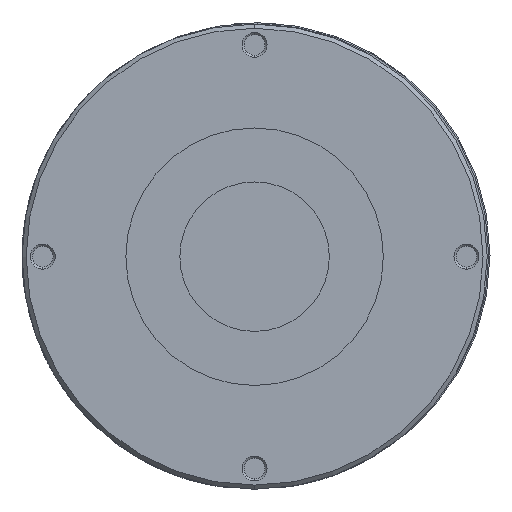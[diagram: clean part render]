
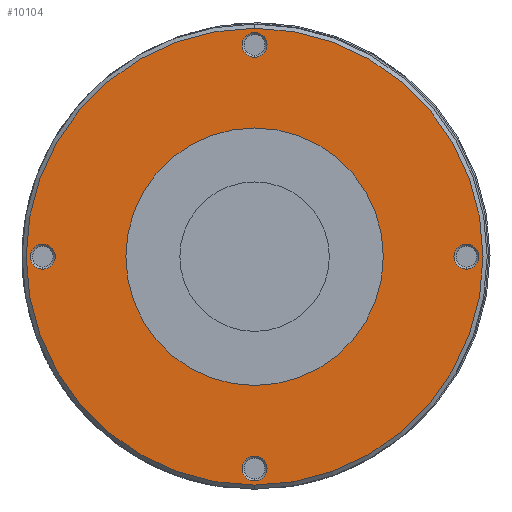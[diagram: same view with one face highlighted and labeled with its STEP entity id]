
A CAD part, front view. The second image highlights one B-rep face of the part: STEP entity #10104.
In plain terms, the highlighted planar face has unit normal (0, -1, 0).
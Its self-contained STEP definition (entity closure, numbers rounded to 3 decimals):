
#313 = EDGE_LOOP ( 'NONE', ( #49562, #3738 ) ) ;
#729 = AXIS2_PLACEMENT_3D ( 'NONE', #15018, #34695, #22834 ) ;
#1418 = EDGE_CURVE ( 'NONE', #45052, #31538, #31667, .T. ) ;
#1598 = VERTEX_POINT ( 'NONE', #10428 ) ;
#2001 = FACE_OUTER_BOUND ( 'NONE', #313, .T. ) ;
#2181 = CIRCLE ( 'NONE', #39032, 3. ) ;
#2512 = FACE_BOUND ( 'NONE', #46391, .T. ) ;
#2726 = CIRCLE ( 'NONE', #19043, 3. ) ;
#3427 = EDGE_CURVE ( 'NONE', #46131, #10848, #4400, .T. ) ;
#3550 = AXIS2_PLACEMENT_3D ( 'NONE', #9550, #25995, #42407 ) ;
#3738 = ORIENTED_EDGE ( 'NONE', *, *, #4236, .T. ) ;
#4236 = EDGE_CURVE ( 'NONE', #7385, #33687, #38027, .T. ) ;
#4400 = CIRCLE ( 'NONE', #42188, 3. ) ;
#5779 = CARTESIAN_POINT ( 'NONE',  ( 51., 0., 3. ) ) ;
#6194 = CARTESIAN_POINT ( 'NONE',  ( 51., 0., -3. ) ) ;
#6263 = CIRCLE ( 'NONE', #24324, 31. ) ;
#6553 = CARTESIAN_POINT ( 'NONE',  ( 0., 0., -54. ) ) ;
#6734 = DIRECTION ( 'NONE',  ( 0., 0., 1. ) ) ;
#7385 = VERTEX_POINT ( 'NONE', #20740 ) ;
#7957 = AXIS2_PLACEMENT_3D ( 'NONE', #25456, #41323, #45363 ) ;
#8000 = CIRCLE ( 'NONE', #10564, 3. ) ;
#8496 = DIRECTION ( 'NONE',  ( 0., 0., 1. ) ) ;
#9550 = CARTESIAN_POINT ( 'NONE',  ( -51., 0., 0. ) ) ;
#9848 = AXIS2_PLACEMENT_3D ( 'NONE', #19380, #43568, #23138 ) ;
#10104 = ADVANCED_FACE ( 'NONE', ( #22911, #39325, #2512, #18865, #2001, #23177 ), #27474, .F. ) ;
#10428 = CARTESIAN_POINT ( 'NONE',  ( 0., 0., 54. ) ) ;
#10564 = AXIS2_PLACEMENT_3D ( 'NONE', #20531, #37440, #53100 ) ;
#10848 = VERTEX_POINT ( 'NONE', #5779 ) ;
#11204 = EDGE_LOOP ( 'NONE', ( #33487, #32284 ) ) ;
#13168 = CARTESIAN_POINT ( 'NONE',  ( 0., 0., 51. ) ) ;
#13264 = EDGE_CURVE ( 'NONE', #1598, #22944, #24528, .T. ) ;
#14837 = DIRECTION ( 'NONE',  ( 0., 0., 1. ) ) ;
#15018 = CARTESIAN_POINT ( 'NONE',  ( -51., 0., 0. ) ) ;
#16974 = CIRCLE ( 'NONE', #729, 3. ) ;
#17349 = ORIENTED_EDGE ( 'NONE', *, *, #39737, .T. ) ;
#17371 = CARTESIAN_POINT ( 'NONE',  ( -51., 0., 3. ) ) ;
#17477 = VERTEX_POINT ( 'NONE', #49583 ) ;
#17689 = ORIENTED_EDGE ( 'NONE', *, *, #48138, .T. ) ;
#18350 = CARTESIAN_POINT ( 'NONE',  ( 0., 0., 0. ) ) ;
#18865 = FACE_BOUND ( 'NONE', #41598, .T. ) ;
#19043 = AXIS2_PLACEMENT_3D ( 'NONE', #21598, #22609, #38008 ) ;
#19380 = CARTESIAN_POINT ( 'NONE',  ( 0., 0., -51. ) ) ;
#19406 = EDGE_CURVE ( 'NONE', #38343, #31814, #44744, .T. ) ;
#20066 = CARTESIAN_POINT ( 'NONE',  ( 0., 0., -51. ) ) ;
#20531 = CARTESIAN_POINT ( 'NONE',  ( 0., 0., 51. ) ) ;
#20740 = CARTESIAN_POINT ( 'NONE',  ( 0., 0., -55. ) ) ;
#20845 = DIRECTION ( 'NONE',  ( 0., 0., 1. ) ) ;
#21201 = ORIENTED_EDGE ( 'NONE', *, *, #30420, .T. ) ;
#21348 = EDGE_CURVE ( 'NONE', #31538, #45052, #6263, .T. ) ;
#21598 = CARTESIAN_POINT ( 'NONE',  ( 51., 0., 0. ) ) ;
#22609 = DIRECTION ( 'NONE',  ( 0., 1., 0. ) ) ;
#22834 = DIRECTION ( 'NONE',  ( 0., 0., 1. ) ) ;
#22911 = FACE_BOUND ( 'NONE', #51122, .T. ) ;
#22944 = VERTEX_POINT ( 'NONE', #44299 ) ;
#23138 = DIRECTION ( 'NONE',  ( 0., 0., 1. ) ) ;
#23177 = FACE_BOUND ( 'NONE', #11204, .T. ) ;
#23689 = CARTESIAN_POINT ( 'NONE',  ( 0., 0., 0. ) ) ;
#24274 = CARTESIAN_POINT ( 'NONE',  ( 0., 0., -31. ) ) ;
#24324 = AXIS2_PLACEMENT_3D ( 'NONE', #23689, #35252, #6734 ) ;
#24348 = DIRECTION ( 'NONE',  ( 0., 1., 0. ) ) ;
#24528 = CIRCLE ( 'NONE', #51151, 3. ) ;
#24763 = AXIS2_PLACEMENT_3D ( 'NONE', #49734, #50554, #37643 ) ;
#24917 = CARTESIAN_POINT ( 'NONE',  ( 0., 0., 0. ) ) ;
#25456 = CARTESIAN_POINT ( 'NONE',  ( 0., 0., 0. ) ) ;
#25995 = DIRECTION ( 'NONE',  ( 0., 1., 0. ) ) ;
#27127 = ORIENTED_EDGE ( 'NONE', *, *, #30157, .T. ) ;
#27411 = VERTEX_POINT ( 'NONE', #6553 ) ;
#27474 = PLANE ( 'NONE',  #50780 ) ;
#30113 = DIRECTION ( 'NONE',  ( 0., 1., 0. ) ) ;
#30157 = EDGE_CURVE ( 'NONE', #27411, #17477, #2181, .T. ) ;
#30420 = EDGE_CURVE ( 'NONE', #17477, #27411, #48568, .T. ) ;
#31211 = ORIENTED_EDGE ( 'NONE', *, *, #13264, .T. ) ;
#31538 = VERTEX_POINT ( 'NONE', #24274 ) ;
#31667 = CIRCLE ( 'NONE', #24763, 31. ) ;
#31814 = VERTEX_POINT ( 'NONE', #17371 ) ;
#32284 = ORIENTED_EDGE ( 'NONE', *, *, #21348, .T. ) ;
#33487 = ORIENTED_EDGE ( 'NONE', *, *, #1418, .T. ) ;
#33687 = VERTEX_POINT ( 'NONE', #35218 ) ;
#33948 = ORIENTED_EDGE ( 'NONE', *, *, #19406, .T. ) ;
#34695 = DIRECTION ( 'NONE',  ( 0., 1., 0. ) ) ;
#35218 = CARTESIAN_POINT ( 'NONE',  ( 0., 0., 55. ) ) ;
#35252 = DIRECTION ( 'NONE',  ( 0., 1., 0. ) ) ;
#35571 = ORIENTED_EDGE ( 'NONE', *, *, #44750, .T. ) ;
#36465 = DIRECTION ( 'NONE',  ( 0., 1., 0. ) ) ;
#36827 = CARTESIAN_POINT ( 'NONE',  ( 0., 0., 31. ) ) ;
#37216 = CIRCLE ( 'NONE', #45802, 55. ) ;
#37232 = ORIENTED_EDGE ( 'NONE', *, *, #3427, .T. ) ;
#37440 = DIRECTION ( 'NONE',  ( 0., 1., 0. ) ) ;
#37643 = DIRECTION ( 'NONE',  ( 0., 0., 1. ) ) ;
#38008 = DIRECTION ( 'NONE',  ( 0., 0., 1. ) ) ;
#38027 = CIRCLE ( 'NONE', #7957, 55. ) ;
#38343 = VERTEX_POINT ( 'NONE', #38361 ) ;
#38361 = CARTESIAN_POINT ( 'NONE',  ( -51., 0., -3. ) ) ;
#39032 = AXIS2_PLACEMENT_3D ( 'NONE', #20066, #36465, #52881 ) ;
#39325 = FACE_BOUND ( 'NONE', #40469, .T. ) ;
#39737 = EDGE_CURVE ( 'NONE', #31814, #38343, #16974, .T. ) ;
#40469 = EDGE_LOOP ( 'NONE', ( #37232, #35571 ) ) ;
#41008 = CARTESIAN_POINT ( 'NONE',  ( 51., 0., 0. ) ) ;
#41070 = DIRECTION ( 'NONE',  ( 0., -1., 0. ) ) ;
#41323 = DIRECTION ( 'NONE',  ( 0., -1., 0. ) ) ;
#41598 = EDGE_LOOP ( 'NONE', ( #33948, #17349 ) ) ;
#42188 = AXIS2_PLACEMENT_3D ( 'NONE', #41008, #24348, #20845 ) ;
#42407 = DIRECTION ( 'NONE',  ( 0., 0., 1. ) ) ;
#43568 = DIRECTION ( 'NONE',  ( 0., 1., 0. ) ) ;
#43878 = DIRECTION ( 'NONE',  ( 0., 1., 0. ) ) ;
#44299 = CARTESIAN_POINT ( 'NONE',  ( 0., 0., 48. ) ) ;
#44744 = CIRCLE ( 'NONE', #3550, 3. ) ;
#44750 = EDGE_CURVE ( 'NONE', #10848, #46131, #2726, .T. ) ;
#45052 = VERTEX_POINT ( 'NONE', #36827 ) ;
#45363 = DIRECTION ( 'NONE',  ( 0., 0., 1. ) ) ;
#45802 = AXIS2_PLACEMENT_3D ( 'NONE', #24917, #41070, #8496 ) ;
#46131 = VERTEX_POINT ( 'NONE', #6194 ) ;
#46391 = EDGE_LOOP ( 'NONE', ( #17689, #31211 ) ) ;
#46514 = DIRECTION ( 'NONE',  ( 0., 0., 1. ) ) ;
#48138 = EDGE_CURVE ( 'NONE', #22944, #1598, #8000, .T. ) ;
#48568 = CIRCLE ( 'NONE', #9848, 3. ) ;
#49562 = ORIENTED_EDGE ( 'NONE', *, *, #50564, .T. ) ;
#49583 = CARTESIAN_POINT ( 'NONE',  ( 0., 0., -48. ) ) ;
#49734 = CARTESIAN_POINT ( 'NONE',  ( 0., 0., 0. ) ) ;
#50554 = DIRECTION ( 'NONE',  ( 0., 1., 0. ) ) ;
#50564 = EDGE_CURVE ( 'NONE', #33687, #7385, #37216, .T. ) ;
#50780 = AXIS2_PLACEMENT_3D ( 'NONE', #18350, #43878, #14837 ) ;
#51122 = EDGE_LOOP ( 'NONE', ( #27127, #21201 ) ) ;
#51151 = AXIS2_PLACEMENT_3D ( 'NONE', #13168, #30113, #46514 ) ;
#52881 = DIRECTION ( 'NONE',  ( 0., 0., 1. ) ) ;
#53100 = DIRECTION ( 'NONE',  ( 0., 0., 1. ) ) ;
